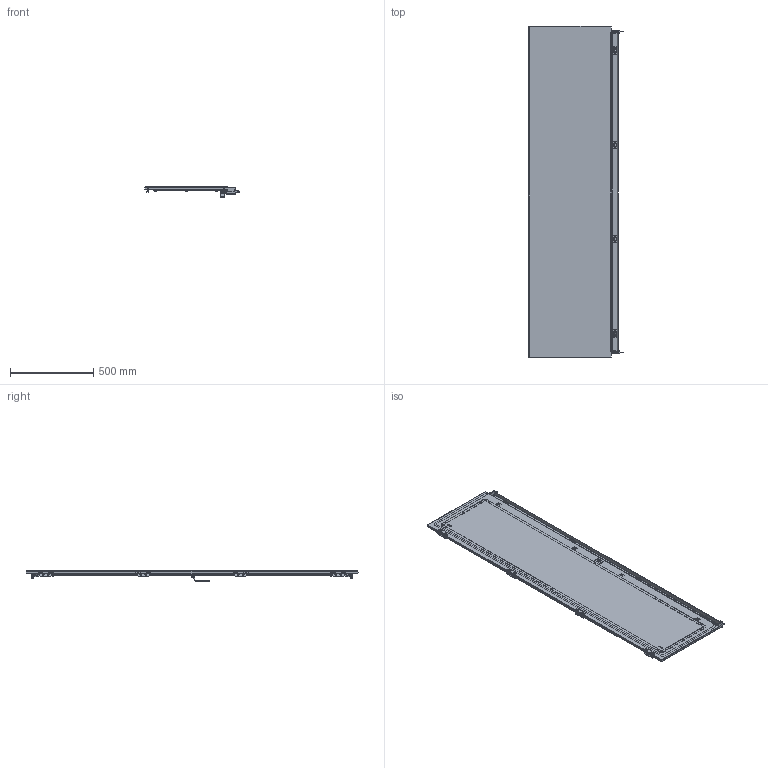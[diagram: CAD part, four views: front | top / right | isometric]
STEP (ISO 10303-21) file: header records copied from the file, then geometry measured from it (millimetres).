
FILE_DESCRIPTION (( 'STEP AP203' ), '1' );
FILE_NAME ('ÀÃÈÅ 275.08.000 Äâåðü 2 ñòâîðêà.STEP', '2020-12-17T08:58:08', ( '' ), ( '' ), 'SwSTEP 2.0', 'SolidWorks 2017', '' );
FILE_SCHEMA (( 'CONFIG_CONTROL_DESIGN' ));
Products named in the file (1): ÀÃÈÅ 275.08.000 Äâåðü 2 ñòâîðêà
Bounding box: 565.45 x 1994.56 x 60.48 mm (x, y, z)
Volume: 3333586.4 mm3; surface area: 3336867.1 mm2
Topology: 113 solids, 113 shells, 5024 faces, 12833 edges, 8212 vertices
Faces by surface type: plane 2863, cylinder 1481, cone 411, torus 232, bspline 19, sphere 18
Full cylindrical faces by diameter (mm): 4 x2, 5.4 x160, 6 x18, 7.5 x14, 8 x2, 9 x24, 9.5 x2, 14.2 x2
Entity records: 151321 total; most frequent: CARTESIAN_POINT 28419, DIRECTION 25908, ORIENTED_EDGE 24758, EDGE_CURVE 12379, AXIS2_PLACEMENT_3D 8841, VECTOR 8226, LINE 8226, VERTEX_POINT 8024
